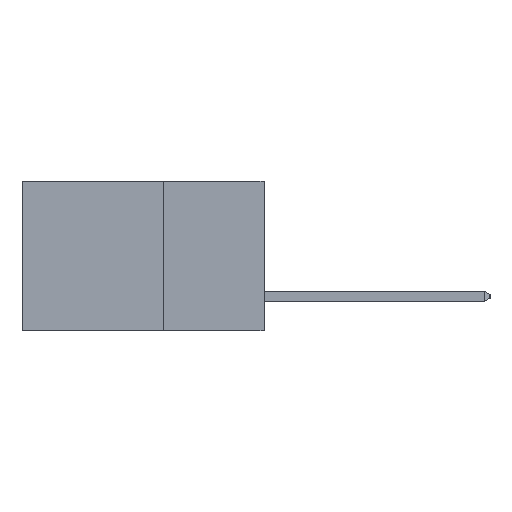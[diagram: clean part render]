
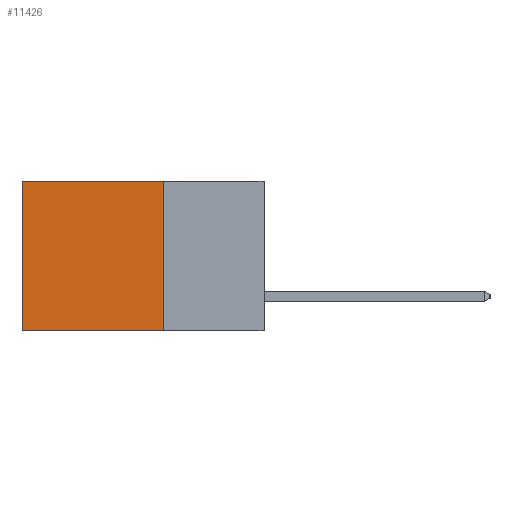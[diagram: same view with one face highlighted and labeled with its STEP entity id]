
A CAD part, left-side view. The second image highlights one B-rep face of the part: STEP entity #11426.
In plain terms, the highlighted planar face has unit normal (-1, 0, 0).
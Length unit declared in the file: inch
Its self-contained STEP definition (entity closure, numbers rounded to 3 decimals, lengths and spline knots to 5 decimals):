
#533 = VECTOR ( 'NONE', #7427, 39.37008 ) ;
#595 = CARTESIAN_POINT ( 'NONE',  ( 0.2615, 0.6, -0.37 ) ) ;
#948 = EDGE_LOOP ( 'NONE', ( #14615, #2617, #13272, #12715 ) ) ;
#1296 = DIRECTION ( 'NONE',  ( 0., 0., -1. ) ) ;
#1525 = VECTOR ( 'NONE', #2506, 39.37008 ) ;
#1598 = AXIS2_PLACEMENT_3D ( 'NONE', #7918, #5358, #14120 ) ;
#2506 = DIRECTION ( 'NONE',  ( 0., 1., 0. ) ) ;
#2612 = PLANE ( 'NONE',  #1598 ) ;
#2617 = ORIENTED_EDGE ( 'NONE', *, *, #3503, .F. ) ;
#2665 = CARTESIAN_POINT ( 'NONE',  ( 0.2615, 0.25, -0.37 ) ) ;
#2845 = LINE ( 'NONE', #14840, #533 ) ;
#3503 = EDGE_CURVE ( 'NONE', #11969, #11770, #5134, .T. ) ;
#3862 = LINE ( 'NONE', #11665, #6987 ) ;
#5059 = CARTESIAN_POINT ( 'NONE',  ( 0.2615, 0.25, 0. ) ) ;
#5134 = LINE ( 'NONE', #2665, #1525 ) ;
#5358 = DIRECTION ( 'NONE',  ( 1., 0., 0. ) ) ;
#6267 = FACE_OUTER_BOUND ( 'NONE', #948, .T. ) ;
#6987 = VECTOR ( 'NONE', #1296, 39.37008 ) ;
#7223 = VERTEX_POINT ( 'NONE', #11601 ) ;
#7427 = DIRECTION ( 'NONE',  ( 0., 0., -1. ) ) ;
#7630 = EDGE_CURVE ( 'NONE', #15863, #11969, #2845, .T. ) ;
#7778 = EDGE_CURVE ( 'NONE', #15863, #7223, #14430, .T. ) ;
#7918 = CARTESIAN_POINT ( 'NONE',  ( 0.2615, 0.25, -0.37 ) ) ;
#9069 = EDGE_CURVE ( 'NONE', #7223, #11770, #3862, .T. ) ;
#10226 = CARTESIAN_POINT ( 'NONE',  ( 0.2615, 0.25, -0.37 ) ) ;
#10760 = VECTOR ( 'NONE', #15093, 39.37008 ) ;
#11426 = ADVANCED_FACE ( 'NONE', ( #6267 ), #2612, .F. ) ;
#11601 = CARTESIAN_POINT ( 'NONE',  ( 0.2615, 0.6, 0. ) ) ;
#11665 = CARTESIAN_POINT ( 'NONE',  ( 0.2615, 0.6, -0.37 ) ) ;
#11770 = VERTEX_POINT ( 'NONE', #595 ) ;
#11969 = VERTEX_POINT ( 'NONE', #10226 ) ;
#12715 = ORIENTED_EDGE ( 'NONE', *, *, #7778, .T. ) ;
#13272 = ORIENTED_EDGE ( 'NONE', *, *, #7630, .F. ) ;
#14120 = DIRECTION ( 'NONE',  ( 0., 0., -1. ) ) ;
#14430 = LINE ( 'NONE', #5059, #10760 ) ;
#14615 = ORIENTED_EDGE ( 'NONE', *, *, #9069, .T. ) ;
#14840 = CARTESIAN_POINT ( 'NONE',  ( 0.2615, 0.25, -0.37 ) ) ;
#15093 = DIRECTION ( 'NONE',  ( 0., 1., 0. ) ) ;
#15180 = CARTESIAN_POINT ( 'NONE',  ( 0.2615, 0.25, 0. ) ) ;
#15863 = VERTEX_POINT ( 'NONE', #15180 ) ;
